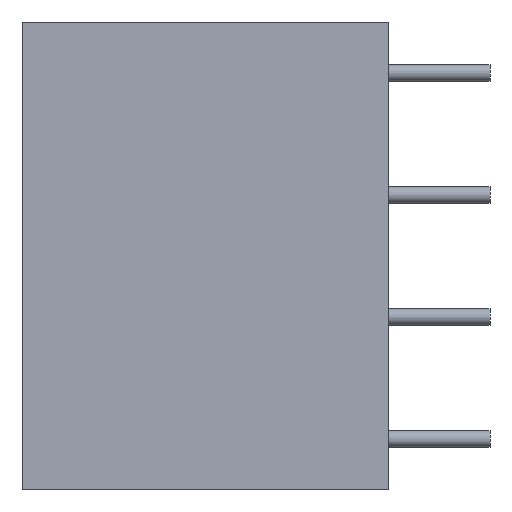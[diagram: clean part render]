
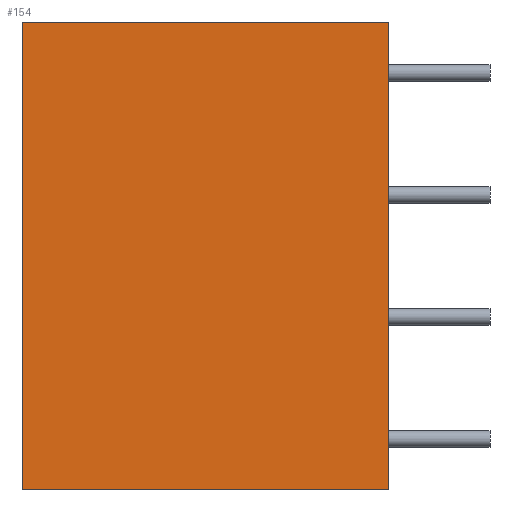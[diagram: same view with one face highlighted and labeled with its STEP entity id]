
A CAD part, left-side view. The second image highlights one B-rep face of the part: STEP entity #154.
In plain terms, the highlighted planar face has unit normal (-1, 0, 0).
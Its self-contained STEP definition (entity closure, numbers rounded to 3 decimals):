
#8 = AXIS2_PLACEMENT_3D ( 'NONE', #221, #127, #468 ) ;
#35 = VERTEX_POINT ( 'NONE', #206 ) ;
#42 = VECTOR ( 'NONE', #425, 1000. ) ;
#43 = ORIENTED_EDGE ( 'NONE', *, *, #578, .F. ) ;
#77 = ORIENTED_EDGE ( 'NONE', *, *, #798, .T. ) ;
#127 = DIRECTION ( 'NONE',  ( 1., 0., 0. ) ) ;
#154 = ADVANCED_FACE ( 'NONE', ( #1107 ), #471, .F. ) ;
#164 = EDGE_LOOP ( 'NONE', ( #77, #43, #179, #240 ) ) ;
#179 = ORIENTED_EDGE ( 'NONE', *, *, #986, .F. ) ;
#200 = DIRECTION ( 'NONE',  ( 0., -1., 0. ) ) ;
#206 = CARTESIAN_POINT ( 'NONE',  ( -19., 23., -11.5 ) ) ;
#221 = CARTESIAN_POINT ( 'NONE',  ( -19., 23., 11.5 ) ) ;
#240 = ORIENTED_EDGE ( 'NONE', *, *, #963, .T. ) ;
#250 = CARTESIAN_POINT ( 'NONE',  ( -19., 23., -11.5 ) ) ;
#269 = CARTESIAN_POINT ( 'NONE',  ( -19., 23., 11.5 ) ) ;
#281 = CARTESIAN_POINT ( 'NONE',  ( -19., 23., 11.5 ) ) ;
#323 = DIRECTION ( 'NONE',  ( 0., 0., 1. ) ) ;
#374 = VERTEX_POINT ( 'NONE', #1008 ) ;
#390 = LINE ( 'NONE', #269, #42 ) ;
#399 = CARTESIAN_POINT ( 'NONE',  ( -19., 5., 11.5 ) ) ;
#416 = LINE ( 'NONE', #399, #1093 ) ;
#425 = DIRECTION ( 'NONE',  ( 0., 0., 1. ) ) ;
#468 = DIRECTION ( 'NONE',  ( 0., 0., -1. ) ) ;
#471 = PLANE ( 'NONE',  #8 ) ;
#565 = CARTESIAN_POINT ( 'NONE',  ( -19., 23., 11.5 ) ) ;
#577 = DIRECTION ( 'NONE',  ( 0., -1., 0. ) ) ;
#578 = EDGE_CURVE ( 'NONE', #770, #724, #955, .T. ) ;
#724 = VERTEX_POINT ( 'NONE', #976 ) ;
#770 = VERTEX_POINT ( 'NONE', #565 ) ;
#798 = EDGE_CURVE ( 'NONE', #374, #724, #416, .T. ) ;
#955 = LINE ( 'NONE', #281, #1012 ) ;
#958 = VECTOR ( 'NONE', #577, 1000. ) ;
#963 = EDGE_CURVE ( 'NONE', #35, #374, #1117, .T. ) ;
#976 = CARTESIAN_POINT ( 'NONE',  ( -19., 5., 11.5 ) ) ;
#986 = EDGE_CURVE ( 'NONE', #35, #770, #390, .T. ) ;
#1008 = CARTESIAN_POINT ( 'NONE',  ( -19., 5., -11.5 ) ) ;
#1012 = VECTOR ( 'NONE', #200, 1000. ) ;
#1093 = VECTOR ( 'NONE', #323, 1000. ) ;
#1107 = FACE_OUTER_BOUND ( 'NONE', #164, .T. ) ;
#1117 = LINE ( 'NONE', #250, #958 ) ;
